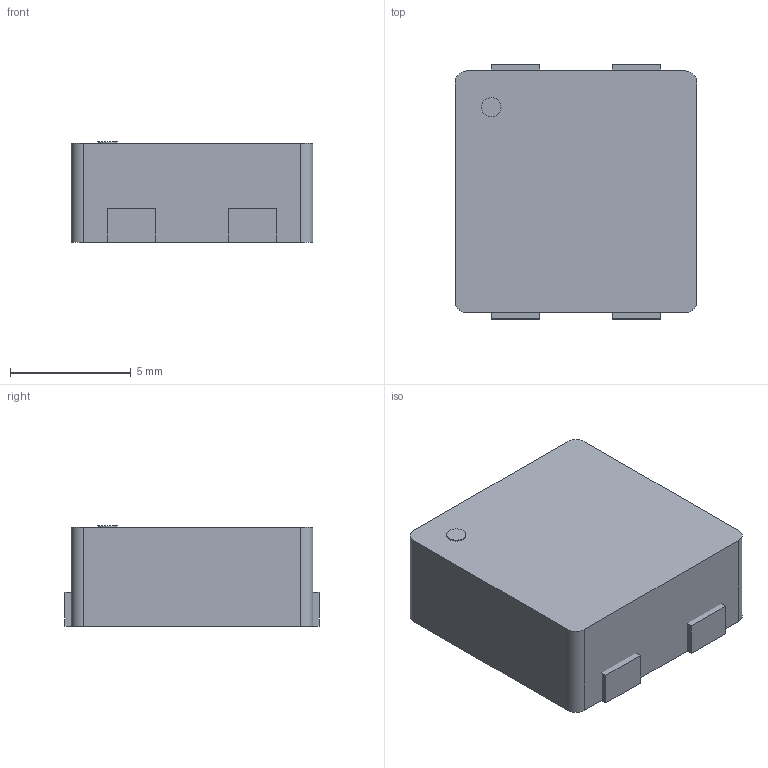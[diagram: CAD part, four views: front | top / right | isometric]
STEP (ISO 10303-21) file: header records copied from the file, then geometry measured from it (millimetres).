
FILE_DESCRIPTION(('Open CASCADE Model'),'2;1');
FILE_NAME('Open CASCADE Shape Model','2026-01-29T22:38:00',('Author'),( 'Open CASCADE'),'Open CASCADE STEP processor 7.8','Open CASCADE 7.8' ,'Unknown');
FILE_SCHEMA(('AUTOMOTIVE_DESIGN { 1 0 10303 214 1 1 1 1 }'));
Length unit declared in the file: millimetre
Products named in the file (4): c8f5e6ec-fd5a-11f0-ae15-02fb3c9c4bbd; body; pads; marker
Assembly tree (3 placements, depth 2):
  c8f5e6ec-fd5a-11f0-ae15-02fb3c9c4bbd
    body
    pads
    marker
Bounding box: 10 x 10.5 x 4.15 mm (x, y, z)
Volume: 437.1 mm3; surface area: 451.6 mm2
Topology: 6 solids, 6 shells, 37 faces, 75 edges, 50 vertices
Faces by surface type: plane 32, cylinder 5
Full cylindrical faces by diameter (mm): 0.8 x1
Entity records: 2048 total; most frequent: CARTESIAN_POINT 340, DIRECTION 313, LINE 205, VECTOR 205, ORIENTED_EDGE 150, PCURVE 150, DEFINITIONAL_REPRESENTATION 150, EDGE_CURVE 75
